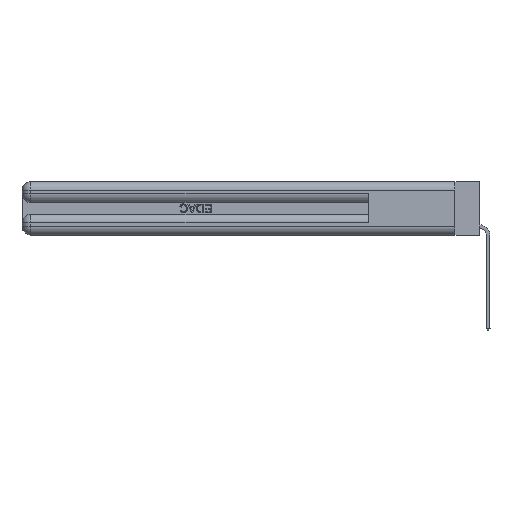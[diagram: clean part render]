
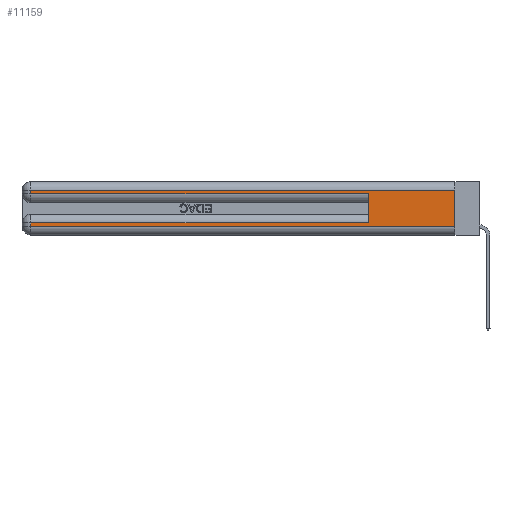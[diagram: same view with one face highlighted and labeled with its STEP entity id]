
A CAD part, left-side view. The second image highlights one B-rep face of the part: STEP entity #11159.
In plain terms, the highlighted planar face has unit normal (-1, 0, 0).
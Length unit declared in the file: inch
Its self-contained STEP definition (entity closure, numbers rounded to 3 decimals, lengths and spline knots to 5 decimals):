
#647 = VECTOR ( 'NONE', #20960, 39.37008 ) ;
#1168 = CARTESIAN_POINT ( 'NONE',  ( 0., 0., 0.085 ) ) ;
#1263 = EDGE_LOOP ( 'NONE', ( #16725, #21121, #19714, #14745, #7043, #13918, #5583, #13764 ) ) ;
#1861 = DIRECTION ( 'NONE',  ( 0., 0., -1. ) ) ;
#2211 = CARTESIAN_POINT ( 'NONE',  ( 0., 2.94, 0.37 ) ) ;
#3057 = LINE ( 'NONE', #1168, #647 ) ;
#3388 = VECTOR ( 'NONE', #4368, 39.37008 ) ;
#3667 = VERTEX_POINT ( 'NONE', #11505 ) ;
#4368 = DIRECTION ( 'NONE',  ( 0., 0., -1. ) ) ;
#4454 = CARTESIAN_POINT ( 'NONE',  ( 0., 0., 0.06 ) ) ;
#4636 = VERTEX_POINT ( 'NONE', #20060 ) ;
#4897 = DIRECTION ( 'NONE',  ( 0., 0., -1. ) ) ;
#5179 = CARTESIAN_POINT ( 'NONE',  ( 0., 0., 0.06 ) ) ;
#5413 = VERTEX_POINT ( 'NONE', #8421 ) ;
#5459 = EDGE_CURVE ( 'NONE', #8839, #5413, #3057, .T. ) ;
#5529 = VECTOR ( 'NONE', #13055, 39.37008 ) ;
#5583 = ORIENTED_EDGE ( 'NONE', *, *, #18318, .T. ) ;
#5676 = LINE ( 'NONE', #15169, #17334 ) ;
#5859 = EDGE_CURVE ( 'NONE', #4636, #20865, #24386, .T. ) ;
#6493 = LINE ( 'NONE', #10426, #18953 ) ;
#6502 = VECTOR ( 'NONE', #16789, 39.37008 ) ;
#6538 = LINE ( 'NONE', #2211, #3388 ) ;
#6740 = DIRECTION ( 'NONE',  ( 0., 0., 1. ) ) ;
#6847 = VERTEX_POINT ( 'NONE', #10976 ) ;
#6944 = CARTESIAN_POINT ( 'NONE',  ( 0., 0., 0.37 ) ) ;
#7043 = ORIENTED_EDGE ( 'NONE', *, *, #7510, .F. ) ;
#7510 = EDGE_CURVE ( 'NONE', #8839, #22039, #6493, .T. ) ;
#8421 = CARTESIAN_POINT ( 'NONE',  ( 0., 2.94, 0.085 ) ) ;
#8430 = CARTESIAN_POINT ( 'NONE',  ( 0., 2.94, 0.285 ) ) ;
#8771 = LINE ( 'NONE', #18525, #24511 ) ;
#8839 = VERTEX_POINT ( 'NONE', #23771 ) ;
#8856 = LINE ( 'NONE', #20651, #19736 ) ;
#9081 = DIRECTION ( 'NONE',  ( 1., 0., 0. ) ) ;
#9500 = EDGE_CURVE ( 'NONE', #6847, #20865, #5676, .T. ) ;
#10426 = CARTESIAN_POINT ( 'NONE',  ( 0., 0.6, 0.145 ) ) ;
#10976 = CARTESIAN_POINT ( 'NONE',  ( 0., 0., 0.31 ) ) ;
#10993 = FACE_OUTER_BOUND ( 'NONE', #1263, .T. ) ;
#11014 = DIRECTION ( 'NONE',  ( 0., -1., 0. ) ) ;
#11159 = ADVANCED_FACE ( 'NONE', ( #10993 ), #22804, .F. ) ;
#11473 = VERTEX_POINT ( 'NONE', #8430 ) ;
#11505 = CARTESIAN_POINT ( 'NONE',  ( 0., 2.94, 0.31 ) ) ;
#13055 = DIRECTION ( 'NONE',  ( 0., -1., 0. ) ) ;
#13764 = ORIENTED_EDGE ( 'NONE', *, *, #5859, .T. ) ;
#13918 = ORIENTED_EDGE ( 'NONE', *, *, #5459, .T. ) ;
#14745 = ORIENTED_EDGE ( 'NONE', *, *, #21432, .T. ) ;
#15169 = CARTESIAN_POINT ( 'NONE',  ( 0., 0., 0.37 ) ) ;
#16667 = LINE ( 'NONE', #24465, #6502 ) ;
#16725 = ORIENTED_EDGE ( 'NONE', *, *, #9500, .F. ) ;
#16789 = DIRECTION ( 'NONE',  ( 0., 0., -1. ) ) ;
#17334 = VECTOR ( 'NONE', #1861, 39.37008 ) ;
#18318 = EDGE_CURVE ( 'NONE', #5413, #4636, #6538, .T. ) ;
#18525 = CARTESIAN_POINT ( 'NONE',  ( 0., 0., 0.31 ) ) ;
#18834 = EDGE_CURVE ( 'NONE', #6847, #3667, #8771, .T. ) ;
#18953 = VECTOR ( 'NONE', #6740, 39.37008 ) ;
#19436 = AXIS2_PLACEMENT_3D ( 'NONE', #6944, #9081, #4897 ) ;
#19714 = ORIENTED_EDGE ( 'NONE', *, *, #24960, .T. ) ;
#19718 = CARTESIAN_POINT ( 'NONE',  ( 0., 0.6, 0.285 ) ) ;
#19736 = VECTOR ( 'NONE', #11014, 39.37008 ) ;
#20060 = CARTESIAN_POINT ( 'NONE',  ( 0., 2.94, 0.06 ) ) ;
#20651 = CARTESIAN_POINT ( 'NONE',  ( 0., 0., 0.285 ) ) ;
#20865 = VERTEX_POINT ( 'NONE', #4454 ) ;
#20960 = DIRECTION ( 'NONE',  ( 0., 1., 0. ) ) ;
#21121 = ORIENTED_EDGE ( 'NONE', *, *, #18834, .T. ) ;
#21432 = EDGE_CURVE ( 'NONE', #11473, #22039, #8856, .T. ) ;
#22039 = VERTEX_POINT ( 'NONE', #19718 ) ;
#22804 = PLANE ( 'NONE',  #19436 ) ;
#23771 = CARTESIAN_POINT ( 'NONE',  ( 0., 0.6, 0.085 ) ) ;
#24157 = DIRECTION ( 'NONE',  ( 0., 1., 0. ) ) ;
#24386 = LINE ( 'NONE', #5179, #5529 ) ;
#24465 = CARTESIAN_POINT ( 'NONE',  ( 0., 2.94, 0.37 ) ) ;
#24511 = VECTOR ( 'NONE', #24157, 39.37008 ) ;
#24960 = EDGE_CURVE ( 'NONE', #3667, #11473, #16667, .T. ) ;
